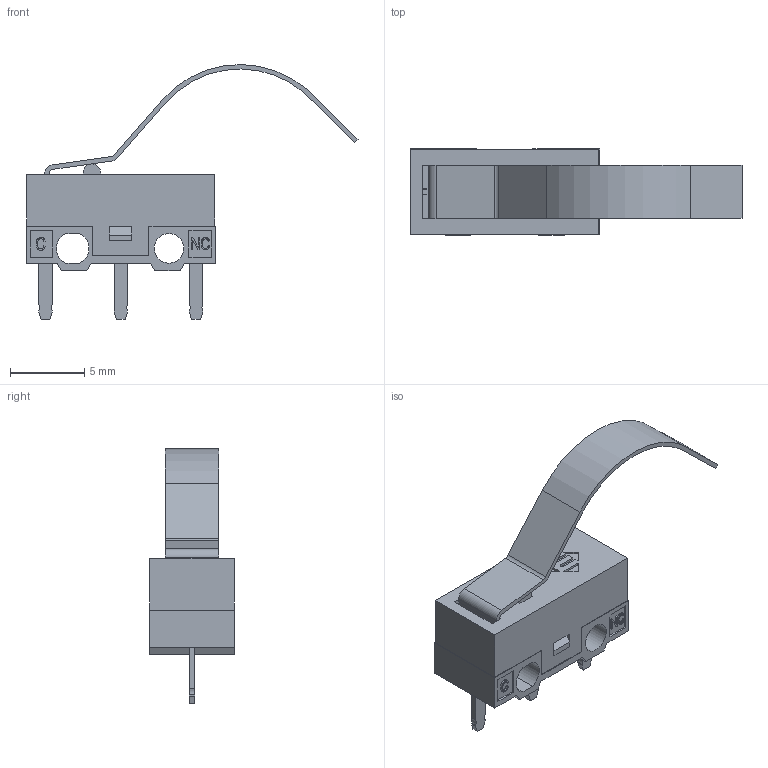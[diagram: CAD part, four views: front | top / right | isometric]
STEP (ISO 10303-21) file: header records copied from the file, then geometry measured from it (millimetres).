
FILE_DESCRIPTION(/* description */ (''),/* implementation_level */ '2;1');
FILE_NAME(/* name */ 'SS0750304F030P1A.stp',/* time_stamp */ '2025-06-04T07:48:42-05:00',/* author */ ('mroman'),/* organization */ (''),/* preprocessor_version */ 'ST-DEVELOPER v18.1',/* originating_system */ 'Autodesk Inventor 2022',/* authorisation */ '');
FILE_SCHEMA (('AUTOMOTIVE_DESIGN { 1 0 10303 214 3 1 1 }'));
Length unit declared in the file: centimetre
Products named in the file (1): SS0750304F030P1A
Bounding box: 22.41 x 5.8 x 17.21 mm (x, y, z)
Volume: 274.7 mm3; surface area: 913.5 mm2
Topology: 1 solids, 1 shells, 221 faces, 596 edges, 392 vertices
Faces by surface type: plane 174, cylinder 31, bspline 16
Full cylindrical faces by diameter (mm): 2 x1
Entity records: 7014 total; most frequent: CARTESIAN_POINT 1437, ORIENTED_EDGE 1194, DIRECTION 1039, EDGE_CURVE 597, LINE 503, VECTOR 503, VERTEX_POINT 392, AXIS2_PLACEMENT_3D 268
